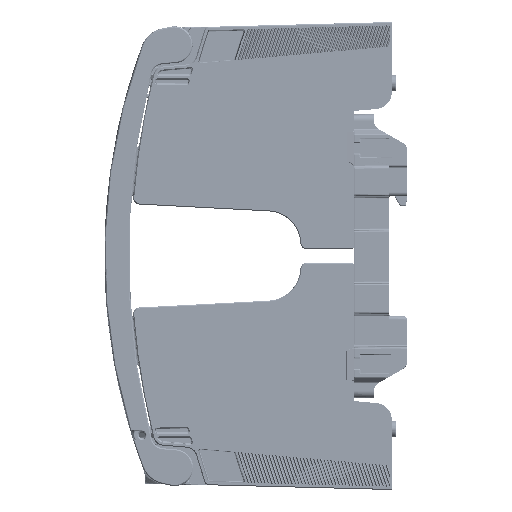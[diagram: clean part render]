
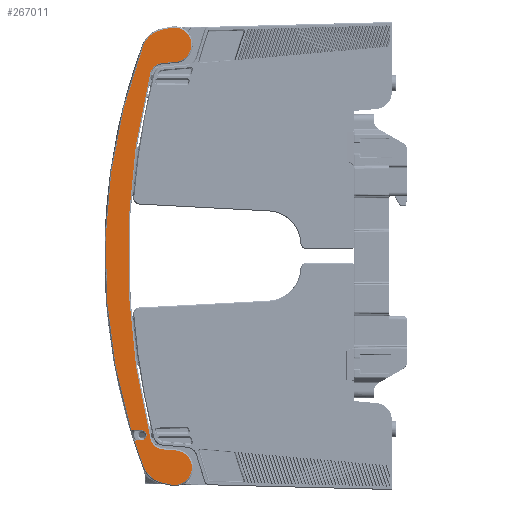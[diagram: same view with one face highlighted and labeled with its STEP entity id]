
A CAD part, left-side view. The second image highlights one B-rep face of the part: STEP entity #267011.
In plain terms, the highlighted planar face has unit normal (-1, 0, 0).
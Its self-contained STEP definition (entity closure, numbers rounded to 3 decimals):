
#207739=DIRECTION('',(0.,-0.035,0.999));
#207740=VECTOR('',#207739,2.017);
#207741=CARTESIAN_POINT('',(-15.1,53.45,
-6.447));
#207742=LINE('',#207741,#207740);
#207746=DIRECTION('',(0.,-0.035,0.999));
#207747=VECTOR('',#207746,1.097);
#207748=CARTESIAN_POINT('',(-15.1,53.38,
-4.431));
#207749=LINE('',#207748,#207747);
#207753=CARTESIAN_POINT('',(-15.1,1.4,
-175.299));
#207754=DIRECTION('',(1.,0.,0.));
#207755=DIRECTION('',(0.,0.289,0.957));
#207756=AXIS2_PLACEMENT_3D('',#207753,#207754,#207755);
#207761=CARTESIAN_POINT('',(-15.1,-58.843,
-14.194));
#207762=DIRECTION('',(1.,0.,0.));
#207763=DIRECTION('',(0.,-0.35,0.937));
#207764=AXIS2_PLACEMENT_3D('',#207761,#207762,#207763);
#207769=DIRECTION('',(0.,-0.209,-0.978));
#207770=VECTOR('',#207769,2.684);
#207771=CARTESIAN_POINT('',(-15.1,-66.312,
-12.599));
#207772=LINE('',#207771,#207770);
#207776=CARTESIAN_POINT('',(-15.1,-61.85,
-16.299));
#207777=DIRECTION('',(1.,0.,0.));
#207778=DIRECTION('',(0.,-0.978,0.209));
#207779=AXIS2_PLACEMENT_3D('',#207776,#207777,#207778);
#207784=CARTESIAN_POINT('',(-15.1,-61.85,
-16.299));
#207785=DIRECTION('',(1.,0.,0.));
#207786=DIRECTION('',(0.,0.,-1.));
#207787=AXIS2_PLACEMENT_3D('',#207784,#207785,#207786);
#207792=DIRECTION('',(0.,0.087,0.996));
#207793=VECTOR('',#207792,4.043);
#207794=CARTESIAN_POINT('',(-15.1,-56.732,
-16.747));
#207795=LINE('',#207794,#207793);
#207799=CARTESIAN_POINT('',(-15.1,-52.283,
-13.078));
#207800=DIRECTION('',(-1.,0.,0.));
#207801=DIRECTION('',(0.,-0.996,0.087));
#207802=AXIS2_PLACEMENT_3D('',#207799,#207800,#207801);
#207807=CARTESIAN_POINT('',(-15.1,1.4,
-227.201));
#207808=DIRECTION('',(-1.,0.,0.));
#207809=DIRECTION('',(0.,-0.243,0.97));
#207810=AXIS2_PLACEMENT_3D('',#207807,#207808,#207809);
#207815=CARTESIAN_POINT('',(-15.1,55.083,
-13.078));
#207816=DIRECTION('',(-1.,0.,0.));
#207817=DIRECTION('',(0.,0.243,0.97));
#207818=AXIS2_PLACEMENT_3D('',#207815,#207816,#207817);
#207823=DIRECTION('',(0.,0.087,-0.996));
#207824=VECTOR('',#207823,4.043);
#207825=CARTESIAN_POINT('',(-15.1,59.179,
-12.719));
#207826=LINE('',#207825,#207824);
#207830=CARTESIAN_POINT('',(-15.1,64.65,
-16.299));
#207831=DIRECTION('',(1.,0.,0.));
#207832=DIRECTION('',(0.,-0.996,-0.087));
#207833=AXIS2_PLACEMENT_3D('',#207830,#207831,#207832);
#207838=CARTESIAN_POINT('',(-15.1,64.65,
-16.299));
#207839=DIRECTION('',(1.,0.,0.));
#207840=DIRECTION('',(0.,0.,-1.));
#207841=AXIS2_PLACEMENT_3D('',#207838,#207839,#207840);
#207846=CARTESIAN_POINT('',(-15.1,64.65,
-16.299));
#207847=DIRECTION('',(1.,0.,0.));
#207848=DIRECTION('',(0.,0.252,-0.968));
#207849=AXIS2_PLACEMENT_3D('',#207846,#207847,#207848);
#207854=DIRECTION('',(0.,-0.209,0.978));
#207855=VECTOR('',#207854,2.684);
#207856=CARTESIAN_POINT('',(-15.1,69.674,
-15.224));
#207857=LINE('',#207856,#207855);
#207861=CARTESIAN_POINT('',(-15.1,61.643,
-14.194));
#207862=DIRECTION('',(1.,0.,0.));
#207863=DIRECTION('',(0.,0.978,0.209));
#207864=AXIS2_PLACEMENT_3D('',#207861,#207862,#207863);
#207869=CARTESIAN_POINT('',(-15.1,1.4,
-175.299));
#207870=DIRECTION('',(1.,0.,0.));
#207871=DIRECTION('',(0.,0.35,0.937));
#207872=AXIS2_PLACEMENT_3D('',#207869,#207870,#207871);
#207877=DIRECTION('',(0.,-0.038,
-0.999));
#207878=VECTOR('',#207877,1.078);
#207879=CARTESIAN_POINT('',(-15.1,56.526,
-4.329));
#207880=LINE('',#207879,#207878);
#207884=DIRECTION('',(0.,-0.035,-0.999));
#207885=VECTOR('',#207884,1.041);
#207886=CARTESIAN_POINT('',(-15.1,56.485,
-5.407));
#207887=LINE('',#207886,#207885);
#207891=CARTESIAN_POINT('',(-15.1,54.95,
-6.394));
#207892=DIRECTION('',(-1.,0.,0.));
#207893=DIRECTION('',(0.,0.999,-0.035));
#207894=AXIS2_PLACEMENT_3D('',#207891,#207892,#207893);
#207899=CARTESIAN_POINT('',(-15.1,54.95,
-6.394));
#207900=DIRECTION('',(-1.,0.,0.));
#207901=DIRECTION('',(0.,0.995,-0.096));
#207902=AXIS2_PLACEMENT_3D('',#207899,#207900,#207901);
#207907=CARTESIAN_POINT('',(-15.1,54.95,
-6.394));
#207908=DIRECTION('',(-1.,0.,0.));
#207909=DIRECTION('',(0.,0.,-1.));
#207910=AXIS2_PLACEMENT_3D('',#207907,#207908,#207909);
#243565=CARTESIAN_POINT('',(-15.1,59.179,
-12.719));
#243566=CARTESIAN_POINT('',(-15.1,59.532,
-16.747));
#243567=VERTEX_POINT('',#243565);
#243568=VERTEX_POINT('',#243566);
#243569=CARTESIAN_POINT('',(-15.1,53.45,
-6.447));
#243570=CARTESIAN_POINT('',(-15.1,53.38,
-4.431));
#243571=VERTEX_POINT('',#243569);
#243572=VERTEX_POINT('',#243570);
#243573=CARTESIAN_POINT('',(-15.1,53.342,
-3.335));
#243574=VERTEX_POINT('',#243573);
#243575=CARTESIAN_POINT('',(-15.1,-61.518,
-7.04));
#243576=VERTEX_POINT('',#243575);
#243577=CARTESIAN_POINT('',(-15.1,-66.312,
-12.599));
#243578=VERTEX_POINT('',#243577);
#243579=CARTESIAN_POINT('',(-15.1,-66.874,
-15.224));
#243580=VERTEX_POINT('',#243579);
#243581=CARTESIAN_POINT('',(-15.1,-61.85,
-21.437));
#243582=VERTEX_POINT('',#243581);
#243583=CARTESIAN_POINT('',(-15.1,-56.732,
-16.747));
#243584=VERTEX_POINT('',#243583);
#243585=CARTESIAN_POINT('',(-15.1,-56.379,
-12.719));
#243586=VERTEX_POINT('',#243585);
#243587=CARTESIAN_POINT('',(-15.1,-53.283,
-9.089));
#243588=VERTEX_POINT('',#243587);
#243589=CARTESIAN_POINT('',(-15.1,56.083,
-9.089));
#243590=VERTEX_POINT('',#243589);
#243591=CARTESIAN_POINT('',(-15.1,64.65,
-21.437));
#243592=VERTEX_POINT('',#243591);
#243593=CARTESIAN_POINT('',(-15.1,65.946,
-21.271));
#243594=VERTEX_POINT('',#243593);
#243595=CARTESIAN_POINT('',(-15.1,69.674,
-15.224));
#243596=VERTEX_POINT('',#243595);
#243597=CARTESIAN_POINT('',(-15.1,69.112,
-12.599));
#243598=VERTEX_POINT('',#243597);
#243599=CARTESIAN_POINT('',(-15.1,64.318,
-7.04));
#243600=VERTEX_POINT('',#243599);
#243601=CARTESIAN_POINT('',(-15.1,56.526,
-4.329));
#243602=VERTEX_POINT('',#243601);
#243603=CARTESIAN_POINT('',(-15.1,56.485,
-5.407));
#243604=VERTEX_POINT('',#243603);
#243605=CARTESIAN_POINT('',(-15.1,56.449,
-6.447));
#243606=VERTEX_POINT('',#243605);
#243607=CARTESIAN_POINT('',(-15.1,56.443,
-6.538));
#243608=VERTEX_POINT('',#243607);
#243609=CARTESIAN_POINT('',(-15.1,54.95,
-7.894));
#243610=VERTEX_POINT('',#243609);
#266959=CARTESIAN_POINT('',(-15.1,1.4,
-89.901));
#266960=DIRECTION('',(1.,0.,0.));
#266961=DIRECTION('',(0.,0.,-1.));
#266962=AXIS2_PLACEMENT_3D('',#266959,#266960,#266961);
#266963=PLANE('',#266962);
#266965=ORIENTED_EDGE('',*,*,#266964,.T.);
#266967=ORIENTED_EDGE('',*,*,#266966,.T.);
#266969=ORIENTED_EDGE('',*,*,#266968,.T.);
#266971=ORIENTED_EDGE('',*,*,#266970,.T.);
#266973=ORIENTED_EDGE('',*,*,#266972,.T.);
#266975=ORIENTED_EDGE('',*,*,#266974,.T.);
#266977=ORIENTED_EDGE('',*,*,#266976,.T.);
#266979=ORIENTED_EDGE('',*,*,#266978,.T.);
#266981=ORIENTED_EDGE('',*,*,#266980,.T.);
#266983=ORIENTED_EDGE('',*,*,#266982,.T.);
#266985=ORIENTED_EDGE('',*,*,#266984,.T.);
#266986=ORIENTED_EDGE('',*,*,#266949,.T.);
#266988=ORIENTED_EDGE('',*,*,#266987,.T.);
#266990=ORIENTED_EDGE('',*,*,#266989,.T.);
#266992=ORIENTED_EDGE('',*,*,#266991,.T.);
#266994=ORIENTED_EDGE('',*,*,#266993,.T.);
#266996=ORIENTED_EDGE('',*,*,#266995,.T.);
#266998=ORIENTED_EDGE('',*,*,#266997,.T.);
#267000=ORIENTED_EDGE('',*,*,#266999,.T.);
#267002=ORIENTED_EDGE('',*,*,#267001,.T.);
#267004=ORIENTED_EDGE('',*,*,#267003,.T.);
#267006=ORIENTED_EDGE('',*,*,#267005,.T.);
#267008=ORIENTED_EDGE('',*,*,#267007,.T.);
#267009=EDGE_LOOP('',(#266965,#266967,#266969,#266971,#266973,#266975,#266977,
#266979,#266981,#266983,#266985,#266986,#266988,#266990,#266992,#266994,#266996,
#266998,#267000,#267002,#267004,#267006,#267008));
#267010=FACE_OUTER_BOUND('',#267009,.F.);
#207757=CIRCLE('',#207756,179.638);
#207765=CIRCLE('',#207764,7.638);
#207780=CIRCLE('',#207779,5.138);
#207788=CIRCLE('',#207787,5.138);
#207803=CIRCLE('',#207802,4.112);
#207811=CIRCLE('',#207810,224.862);
#207819=CIRCLE('',#207818,4.112);
#207834=CIRCLE('',#207833,5.138);
#207842=CIRCLE('',#207841,5.138);
#207850=CIRCLE('',#207849,5.138);
#207865=CIRCLE('',#207864,7.638);
#207873=CIRCLE('',#207872,179.638);
#207895=CIRCLE('',#207894,1.5);
#207903=CIRCLE('',#207902,1.5);
#207911=CIRCLE('',#207910,1.5);
#266949=EDGE_CURVE('',#243567,#243568,#207826,.T.);
#266964=EDGE_CURVE('',#243571,#243572,#207742,.T.);
#266966=EDGE_CURVE('',#243572,#243574,#207749,.T.);
#266968=EDGE_CURVE('',#243574,#243576,#207757,.T.);
#266970=EDGE_CURVE('',#243576,#243578,#207765,.T.);
#266972=EDGE_CURVE('',#243578,#243580,#207772,.T.);
#266974=EDGE_CURVE('',#243580,#243582,#207780,.T.);
#266976=EDGE_CURVE('',#243582,#243584,#207788,.T.);
#266978=EDGE_CURVE('',#243584,#243586,#207795,.T.);
#266980=EDGE_CURVE('',#243586,#243588,#207803,.T.);
#266982=EDGE_CURVE('',#243588,#243590,#207811,.T.);
#266984=EDGE_CURVE('',#243590,#243567,#207819,.T.);
#266987=EDGE_CURVE('',#243568,#243592,#207834,.T.);
#266989=EDGE_CURVE('',#243592,#243594,#207842,.T.);
#266991=EDGE_CURVE('',#243594,#243596,#207850,.T.);
#266993=EDGE_CURVE('',#243596,#243598,#207857,.T.);
#266995=EDGE_CURVE('',#243598,#243600,#207865,.T.);
#266997=EDGE_CURVE('',#243600,#243602,#207873,.T.);
#266999=EDGE_CURVE('',#243602,#243604,#207880,.T.);
#267001=EDGE_CURVE('',#243604,#243606,#207887,.T.);
#267003=EDGE_CURVE('',#243606,#243608,#207895,.T.);
#267005=EDGE_CURVE('',#243608,#243610,#207903,.T.);
#267007=EDGE_CURVE('',#243610,#243571,#207911,.T.);
#267011=ADVANCED_FACE('',(#267010),#266963,.F.);
